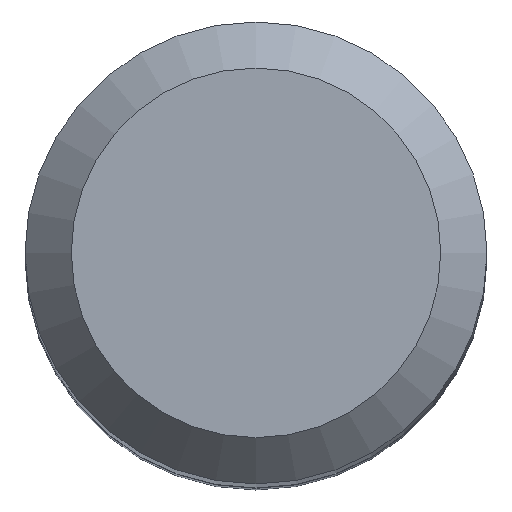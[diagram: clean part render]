
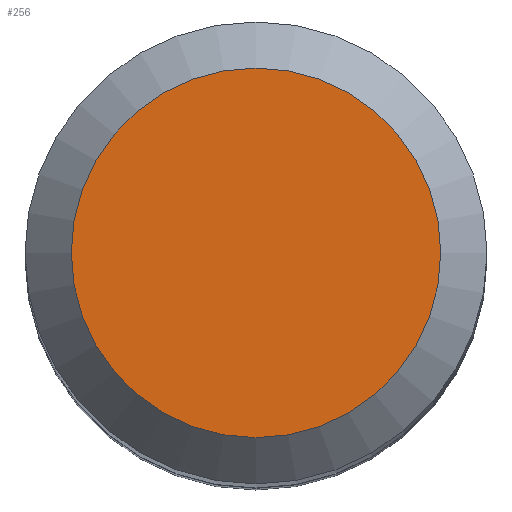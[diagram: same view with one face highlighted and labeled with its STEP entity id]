
A CAD part, top view. The second image highlights one B-rep face of the part: STEP entity #256.
In plain terms, the highlighted planar face has unit normal (0, 0, 1).
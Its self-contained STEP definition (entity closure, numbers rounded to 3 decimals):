
#13 = DIRECTION ( 'NONE',  ( 0., 0., -1. ) ) ;
#15 = CARTESIAN_POINT ( 'NONE',  ( 0., 0., 63. ) ) ;
#24 = DIRECTION ( 'NONE',  ( 0., 0., -1. ) ) ;
#32 = ORIENTED_EDGE ( 'NONE', *, *, #239, .F. ) ;
#55 = CIRCLE ( 'NONE', #204, 3.2 ) ;
#67 = AXIS2_PLACEMENT_3D ( 'NONE', #129, #24, #148 ) ;
#98 = FACE_OUTER_BOUND ( 'NONE', #179, .T. ) ;
#109 = DIRECTION ( 'NONE',  ( 0., 1., 0. ) ) ;
#129 = CARTESIAN_POINT ( 'NONE',  ( 0., 0., 63. ) ) ;
#148 = DIRECTION ( 'NONE',  ( 0., 1., 0. ) ) ;
#166 = VERTEX_POINT ( 'NONE', #186 ) ;
#179 = EDGE_LOOP ( 'NONE', ( #32 ) ) ;
#186 = CARTESIAN_POINT ( 'NONE',  ( 0., 3.2, 63. ) ) ;
#204 = AXIS2_PLACEMENT_3D ( 'NONE', #15, #13, #109 ) ;
#239 = EDGE_CURVE ( 'NONE', #166, #166, #55, .T. ) ;
#255 = PLANE ( 'NONE',  #67 ) ;
#256 = ADVANCED_FACE ( 'NONE', ( #98 ), #255, .F. ) ;
